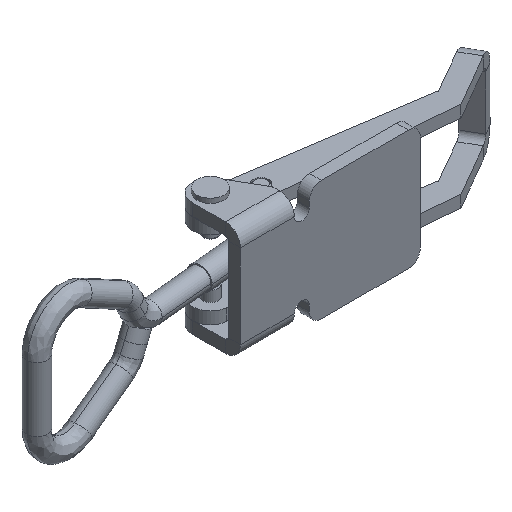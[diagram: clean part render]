
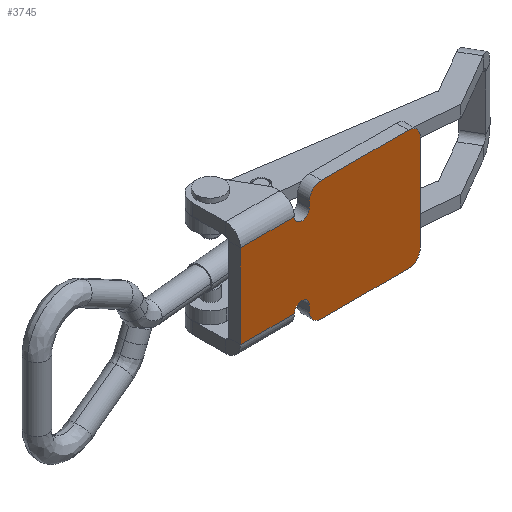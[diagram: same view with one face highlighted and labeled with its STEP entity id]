
A CAD part, isometric view. The second image highlights one B-rep face of the part: STEP entity #3745.
In plain terms, the highlighted planar face has unit normal (0, -1, 0).
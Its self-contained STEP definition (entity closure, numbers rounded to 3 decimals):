
#1 = DIRECTION ( 'NONE',  ( 0., 1., 0. ) ) ;
#57 = LINE ( 'NONE', #100, #3738 ) ;
#61 = VERTEX_POINT ( 'NONE', #2669 ) ;
#100 = CARTESIAN_POINT ( 'NONE',  ( 33., -4., -40. ) ) ;
#125 = EDGE_CURVE ( 'NONE', #1813, #1026, #4292, .T. ) ;
#149 = DIRECTION ( 'NONE',  ( 0., 0., -1. ) ) ;
#200 = CARTESIAN_POINT ( 'NONE',  ( -2.5, -4., -34. ) ) ;
#309 = CARTESIAN_POINT ( 'NONE',  ( -23., -4., -6. ) ) ;
#311 = LINE ( 'NONE', #1063, #2058 ) ;
#372 = VERTEX_POINT ( 'NONE', #3227 ) ;
#426 = CARTESIAN_POINT ( 'NONE',  ( -2.5, -4., -34. ) ) ;
#435 = CARTESIAN_POINT ( 'NONE',  ( 33., -4., -36. ) ) ;
#463 = EDGE_CURVE ( 'NONE', #1991, #1295, #2503, .T. ) ;
#493 = CIRCLE ( 'NONE', #3987, 4. ) ;
#516 = CIRCLE ( 'NONE', #3692, 2.5 ) ;
#526 = DIRECTION ( 'NONE',  ( 0., 0., 1. ) ) ;
#536 = CARTESIAN_POINT ( 'NONE',  ( 0., -4., -4. ) ) ;
#539 = DIRECTION ( 'NONE',  ( 0., 0., 1. ) ) ;
#540 = CARTESIAN_POINT ( 'NONE',  ( 0., -4., -36. ) ) ;
#596 = ORIENTED_EDGE ( 'NONE', *, *, #1317, .F. ) ;
#635 = ORIENTED_EDGE ( 'NONE', *, *, #2827, .F. ) ;
#658 = CARTESIAN_POINT ( 'NONE',  ( -5., -4., -34. ) ) ;
#715 = CIRCLE ( 'NONE', #3462, 4. ) ;
#729 = ORIENTED_EDGE ( 'NONE', *, *, #3351, .F. ) ;
#734 = DIRECTION ( 'NONE',  ( 0., 0., 1. ) ) ;
#770 = DIRECTION ( 'NONE',  ( 0., 0., 1. ) ) ;
#846 = ORIENTED_EDGE ( 'NONE', *, *, #1570, .F. ) ;
#850 = VERTEX_POINT ( 'NONE', #658 ) ;
#893 = VERTEX_POINT ( 'NONE', #3435 ) ;
#958 = LINE ( 'NONE', #2378, #2696 ) ;
#1026 = VERTEX_POINT ( 'NONE', #2359 ) ;
#1036 = DIRECTION ( 'NONE',  ( 1., 0., 0. ) ) ;
#1063 = CARTESIAN_POINT ( 'NONE',  ( 0., -4., -36. ) ) ;
#1073 = VERTEX_POINT ( 'NONE', #4089 ) ;
#1217 = CARTESIAN_POINT ( 'NONE',  ( 0., -4., -34. ) ) ;
#1234 = CARTESIAN_POINT ( 'NONE',  ( -2.5, -4., -31.5 ) ) ;
#1249 = ORIENTED_EDGE ( 'NONE', *, *, #2054, .F. ) ;
#1279 = EDGE_CURVE ( 'NONE', #372, #3012, #1620, .T. ) ;
#1288 = LINE ( 'NONE', #3230, #3827 ) ;
#1295 = VERTEX_POINT ( 'NONE', #3597 ) ;
#1317 = EDGE_CURVE ( 'NONE', #3523, #850, #2339, .T. ) ;
#1346 = DIRECTION ( 'NONE',  ( 0., 1., 0. ) ) ;
#1452 = EDGE_CURVE ( 'NONE', #1295, #2814, #57, .T. ) ;
#1470 = CARTESIAN_POINT ( 'NONE',  ( -23., -4., -34. ) ) ;
#1554 = AXIS2_PLACEMENT_3D ( 'NONE', #435, #3887, #2516 ) ;
#1570 = EDGE_CURVE ( 'NONE', #61, #1991, #3302, .T. ) ;
#1620 = LINE ( 'NONE', #2898, #2543 ) ;
#1655 = LINE ( 'NONE', #1470, #2685 ) ;
#1722 = CARTESIAN_POINT ( 'NONE',  ( 33., -4., -4. ) ) ;
#1813 = VERTEX_POINT ( 'NONE', #309 ) ;
#1864 = CARTESIAN_POINT ( 'NONE',  ( -5., -4., -6. ) ) ;
#1987 = FACE_OUTER_BOUND ( 'NONE', #2200, .T. ) ;
#1991 = VERTEX_POINT ( 'NONE', #3852 ) ;
#1993 = ORIENTED_EDGE ( 'NONE', *, *, #1279, .F. ) ;
#1994 = CARTESIAN_POINT ( 'NONE',  ( -2.5, -4., -6. ) ) ;
#2040 = PLANE ( 'NONE',  #2996 ) ;
#2054 = EDGE_CURVE ( 'NONE', #2282, #3523, #516, .T. ) ;
#2058 = VECTOR ( 'NONE', #734, 1000. ) ;
#2082 = CARTESIAN_POINT ( 'NONE',  ( 4., -4., -36. ) ) ;
#2200 = EDGE_LOOP ( 'NONE', ( #3890, #2515, #4437, #846, #4145, #635, #4362, #1993, #3193, #2569, #729, #3898, #596, #1249, #4255 ) ) ;
#2234 = DIRECTION ( 'NONE',  ( 0., 1., 0. ) ) ;
#2282 = VERTEX_POINT ( 'NONE', #1217 ) ;
#2292 = VERTEX_POINT ( 'NONE', #540 ) ;
#2339 = CIRCLE ( 'NONE', #3245, 2.5 ) ;
#2341 = DIRECTION ( 'NONE',  ( 0., 0., 1. ) ) ;
#2359 = CARTESIAN_POINT ( 'NONE',  ( -5., -4., -6. ) ) ;
#2378 = CARTESIAN_POINT ( 'NONE',  ( -5., -4., -34. ) ) ;
#2386 = CARTESIAN_POINT ( 'NONE',  ( 4., -4., -36. ) ) ;
#2421 = DIRECTION ( 'NONE',  ( 0., 0., 1. ) ) ;
#2423 = EDGE_CURVE ( 'NONE', #850, #1073, #958, .T. ) ;
#2451 = VECTOR ( 'NONE', #1036, 1000. ) ;
#2503 = CIRCLE ( 'NONE', #1554, 4. ) ;
#2515 = ORIENTED_EDGE ( 'NONE', *, *, #1452, .F. ) ;
#2516 = DIRECTION ( 'NONE',  ( 0., 0., 1. ) ) ;
#2543 = VECTOR ( 'NONE', #2884, 1000. ) ;
#2569 = ORIENTED_EDGE ( 'NONE', *, *, #125, .F. ) ;
#2594 = EDGE_CURVE ( 'NONE', #2292, #2282, #311, .T. ) ;
#2626 = DIRECTION ( 'NONE',  ( 0., -1., 0. ) ) ;
#2669 = CARTESIAN_POINT ( 'NONE',  ( 37., -4., -4. ) ) ;
#2685 = VECTOR ( 'NONE', #3882, 1000. ) ;
#2696 = VECTOR ( 'NONE', #2723, 1000. ) ;
#2723 = DIRECTION ( 'NONE',  ( -1., 0., 0. ) ) ;
#2814 = VERTEX_POINT ( 'NONE', #2880 ) ;
#2827 = EDGE_CURVE ( 'NONE', #893, #3338, #1288, .T. ) ;
#2857 = DIRECTION ( 'NONE',  ( 0., -1., 0. ) ) ;
#2867 = DIRECTION ( 'NONE',  ( -1., 0., 0. ) ) ;
#2880 = CARTESIAN_POINT ( 'NONE',  ( 4., -4., -40. ) ) ;
#2884 = DIRECTION ( 'NONE',  ( 0., 0., 1. ) ) ;
#2898 = CARTESIAN_POINT ( 'NONE',  ( 0., -4., -4. ) ) ;
#2996 = AXIS2_PLACEMENT_3D ( 'NONE', #2386, #1346, #3773 ) ;
#3012 = VERTEX_POINT ( 'NONE', #536 ) ;
#3106 = CIRCLE ( 'NONE', #4311, 4. ) ;
#3193 = ORIENTED_EDGE ( 'NONE', *, *, #3663, .F. ) ;
#3227 = CARTESIAN_POINT ( 'NONE',  ( 0., -4., -6. ) ) ;
#3230 = CARTESIAN_POINT ( 'NONE',  ( 4., -4., 0. ) ) ;
#3245 = AXIS2_PLACEMENT_3D ( 'NONE', #200, #2626, #539 ) ;
#3261 = DIRECTION ( 'NONE',  ( 0., 0., -1. ) ) ;
#3302 = LINE ( 'NONE', #4281, #4223 ) ;
#3338 = VERTEX_POINT ( 'NONE', #4209 ) ;
#3351 = EDGE_CURVE ( 'NONE', #1073, #1813, #1655, .T. ) ;
#3435 = CARTESIAN_POINT ( 'NONE',  ( 4., -4., 0. ) ) ;
#3440 = CIRCLE ( 'NONE', #3741, 2.5 ) ;
#3462 = AXIS2_PLACEMENT_3D ( 'NONE', #1722, #4146, #526 ) ;
#3523 = VERTEX_POINT ( 'NONE', #1234 ) ;
#3597 = CARTESIAN_POINT ( 'NONE',  ( 33., -4., -40. ) ) ;
#3663 = EDGE_CURVE ( 'NONE', #1026, #372, #3440, .T. ) ;
#3692 = AXIS2_PLACEMENT_3D ( 'NONE', #426, #2857, #770 ) ;
#3738 = VECTOR ( 'NONE', #2867, 1000. ) ;
#3741 = AXIS2_PLACEMENT_3D ( 'NONE', #1994, #4412, #2341 ) ;
#3745 = ADVANCED_FACE ( 'NONE', ( #1987 ), #2040, .F. ) ;
#3773 = DIRECTION ( 'NONE',  ( 0., 0., 1. ) ) ;
#3788 = EDGE_CURVE ( 'NONE', #3338, #61, #715, .T. ) ;
#3827 = VECTOR ( 'NONE', #4278, 1000. ) ;
#3852 = CARTESIAN_POINT ( 'NONE',  ( 37., -4., -36. ) ) ;
#3882 = DIRECTION ( 'NONE',  ( 0., 0., 1. ) ) ;
#3887 = DIRECTION ( 'NONE',  ( 0., 1., 0. ) ) ;
#3890 = ORIENTED_EDGE ( 'NONE', *, *, #4076, .F. ) ;
#3898 = ORIENTED_EDGE ( 'NONE', *, *, #2423, .F. ) ;
#3987 = AXIS2_PLACEMENT_3D ( 'NONE', #4308, #2234, #149 ) ;
#4076 = EDGE_CURVE ( 'NONE', #2814, #2292, #3106, .T. ) ;
#4089 = CARTESIAN_POINT ( 'NONE',  ( -23., -4., -34. ) ) ;
#4145 = ORIENTED_EDGE ( 'NONE', *, *, #3788, .F. ) ;
#4146 = DIRECTION ( 'NONE',  ( 0., 1., 0. ) ) ;
#4209 = CARTESIAN_POINT ( 'NONE',  ( 33., -4., 0. ) ) ;
#4223 = VECTOR ( 'NONE', #3261, 1000. ) ;
#4255 = ORIENTED_EDGE ( 'NONE', *, *, #2594, .F. ) ;
#4278 = DIRECTION ( 'NONE',  ( 1., 0., 0. ) ) ;
#4281 = CARTESIAN_POINT ( 'NONE',  ( 37., -4., -4. ) ) ;
#4292 = LINE ( 'NONE', #1864, #2451 ) ;
#4308 = CARTESIAN_POINT ( 'NONE',  ( 4., -4., -4. ) ) ;
#4311 = AXIS2_PLACEMENT_3D ( 'NONE', #2082, #1, #2421 ) ;
#4323 = EDGE_CURVE ( 'NONE', #3012, #893, #493, .T. ) ;
#4362 = ORIENTED_EDGE ( 'NONE', *, *, #4323, .F. ) ;
#4412 = DIRECTION ( 'NONE',  ( 0., -1., 0. ) ) ;
#4437 = ORIENTED_EDGE ( 'NONE', *, *, #463, .F. ) ;
